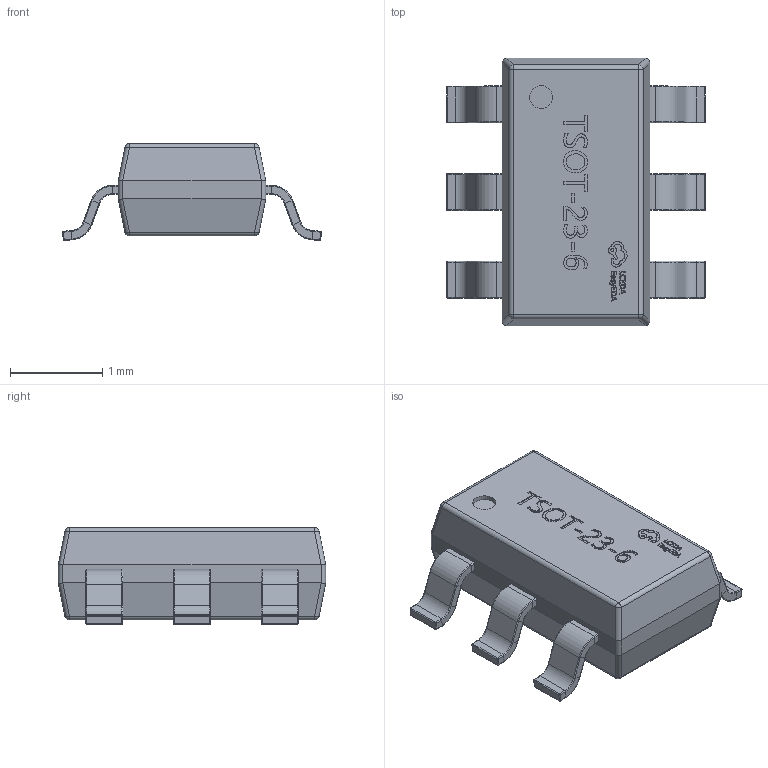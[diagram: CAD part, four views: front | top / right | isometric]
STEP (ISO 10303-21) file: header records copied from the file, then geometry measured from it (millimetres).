
FILE_DESCRIPTION (( 'STEP AP214' ), '1' );
FILE_NAME ('TSOT-23-6_L2.9-W1.6-H1.1-LS2.8-P0.95.step', '2022-07-26T11:22:17', ( '' ), ( '' ), 'SwSTEP 2.0', 'SolidWorks 2020', '' );
FILE_SCHEMA (( 'AUTOMOTIVE_DESIGN' ));
Length unit declared in the file: millimetre
Products named in the file (1): TSOT-23-6_L2.9-W1.6-H1.1-LS2.8-P0.95
Bounding box: 2.81 x 2.9 x 1.05 mm (x, y, z)
Volume: 4.6 mm3; surface area: 22.3 mm2
Topology: 20 solids, 20 shells, 743 faces, 1782 edges, 1086 vertices
Faces by surface type: plane 351, bspline 164, cylinder 142, torus 48, sphere 38
Entity records: 33562 total; most frequent: CARTESIAN_POINT 9116, ORIENTED_EDGE 3516, DIRECTION 2890, EDGE_CURVE 1758, VERTEX_POINT 1074, VECTOR 1074, LINE 1074, AXIS2_PLACEMENT_3D 908
